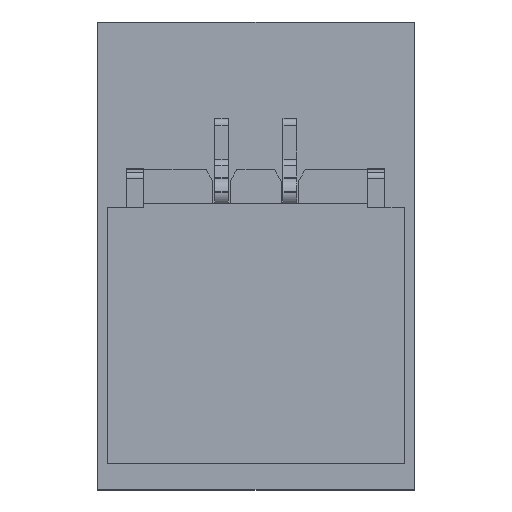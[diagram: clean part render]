
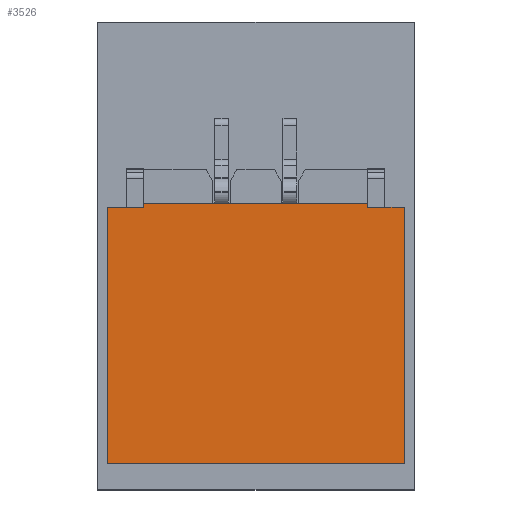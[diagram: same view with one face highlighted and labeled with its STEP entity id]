
A CAD part, top view. The second image highlights one B-rep face of the part: STEP entity #3526.
In plain terms, the highlighted planar face has unit normal (0, 0, 1).
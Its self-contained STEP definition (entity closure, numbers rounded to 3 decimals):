
#2103 = VERTEX_POINT('',#2104);
#2104 = CARTESIAN_POINT('',(2.17,1.142,3.14
    ));
#2110 = EDGE_CURVE('',#2111,#2103,#2113,.T.);
#2111 = VERTEX_POINT('',#2112);
#2112 = CARTESIAN_POINT('',(2.17,-2.608,
    3.14));
#2113 = LINE('',#2114,#2115);
#2114 = CARTESIAN_POINT('',(2.17,-2.608,
    3.14));
#2115 = VECTOR('',#2116,1.);
#2116 = DIRECTION('',(0.,1.,0.));
#3262 = VERTEX_POINT('',#3263);
#3263 = CARTESIAN_POINT('',(1.63,1.142,3.14
    ));
#3269 = EDGE_CURVE('',#3262,#2103,#3270,.T.);
#3270 = LINE('',#3271,#3272);
#3271 = CARTESIAN_POINT('',(1.63,1.142,3.14
    ));
#3272 = VECTOR('',#3273,1.);
#3273 = DIRECTION('',(1.,0.,0.));
#3526 = ADVANCED_FACE('',(#3527),#3577,.F.);
#3527 = FACE_BOUND('',#3528,.T.);
#3528 = EDGE_LOOP('',(#3529,#3537,#3545,#3553,#3561,#3569,#3575,#3576));
#3529 = ORIENTED_EDGE('',*,*,#3530,.T.);
#3530 = EDGE_CURVE('',#3262,#3531,#3533,.T.);
#3531 = VERTEX_POINT('',#3532);
#3532 = CARTESIAN_POINT('',(1.63,1.192,3.14
    ));
#3533 = LINE('',#3534,#3535);
#3534 = CARTESIAN_POINT('',(1.63,1.142,3.14
    ));
#3535 = VECTOR('',#3536,1.);
#3536 = DIRECTION('',(0.,1.,0.));
#3537 = ORIENTED_EDGE('',*,*,#3538,.F.);
#3538 = EDGE_CURVE('',#3539,#3531,#3541,.T.);
#3539 = VERTEX_POINT('',#3540);
#3540 = CARTESIAN_POINT('',(-1.64,1.192,
    3.14));
#3541 = LINE('',#3542,#3543);
#3542 = CARTESIAN_POINT('',(0.37,1.192,3.14
    ));
#3543 = VECTOR('',#3544,1.);
#3544 = DIRECTION('',(1.,0.,0.));
#3545 = ORIENTED_EDGE('',*,*,#3546,.F.);
#3546 = EDGE_CURVE('',#3547,#3539,#3549,.T.);
#3547 = VERTEX_POINT('',#3548);
#3548 = CARTESIAN_POINT('',(-1.64,1.142,
    3.14));
#3549 = LINE('',#3550,#3551);
#3550 = CARTESIAN_POINT('',(-1.64,1.142,
    3.14));
#3551 = VECTOR('',#3552,1.);
#3552 = DIRECTION('',(0.,1.,0.));
#3553 = ORIENTED_EDGE('',*,*,#3554,.T.);
#3554 = EDGE_CURVE('',#3547,#3555,#3557,.T.);
#3555 = VERTEX_POINT('',#3556);
#3556 = CARTESIAN_POINT('',(-2.18,1.142,
    3.14));
#3557 = LINE('',#3558,#3559);
#3558 = CARTESIAN_POINT('',(-1.64,1.142,
    3.14));
#3559 = VECTOR('',#3560,1.);
#3560 = DIRECTION('',(-1.,0.,0.));
#3561 = ORIENTED_EDGE('',*,*,#3562,.F.);
#3562 = EDGE_CURVE('',#3563,#3555,#3565,.T.);
#3563 = VERTEX_POINT('',#3564);
#3564 = CARTESIAN_POINT('',(-2.18,-2.608,
    3.14));
#3565 = LINE('',#3566,#3567);
#3566 = CARTESIAN_POINT('',(-2.18,-2.608,
    3.14));
#3567 = VECTOR('',#3568,1.);
#3568 = DIRECTION('',(0.,1.,0.));
#3569 = ORIENTED_EDGE('',*,*,#3570,.F.);
#3570 = EDGE_CURVE('',#2111,#3563,#3571,.T.);
#3571 = LINE('',#3572,#3573);
#3572 = CARTESIAN_POINT('',(-2.18,-2.608,
    3.14));
#3573 = VECTOR('',#3574,1.);
#3574 = DIRECTION('',(-1.,0.,0.));
#3575 = ORIENTED_EDGE('',*,*,#2110,.T.);
#3576 = ORIENTED_EDGE('',*,*,#3269,.F.);
#3577 = PLANE('',#3578);
#3578 = AXIS2_PLACEMENT_3D('',#3579,#3580,#3581);
#3579 = CARTESIAN_POINT('',(-2.18,-2.608,
    3.14));
#3580 = DIRECTION('',(0.,0.,-1.));
#3581 = DIRECTION('',(0.,1.,0.));
